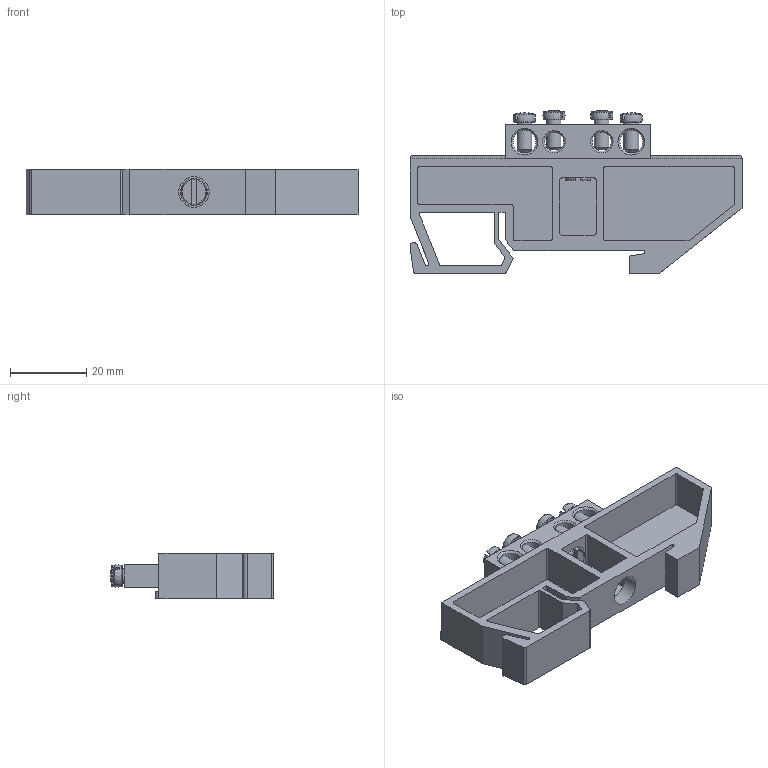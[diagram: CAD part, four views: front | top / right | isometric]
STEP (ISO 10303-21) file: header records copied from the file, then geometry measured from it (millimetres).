
FILE_DESCRIPTION(/* description */ (''),/* implementation_level */ '2;1');
FILE_NAME(/* name */ 'Шина PE 6х9-4_1 изолятор DIN.stp',/* time_stamp */ '2021-04-12T22:24:21+03:00',/* author */ ('Admin'),/* organization */ (''),/* preprocessor_version */ 'ST-DEVELOPER v15.6',/* originating_system */ 'Autodesk Inventor 2015',/* authorisation */ '');
FILE_SCHEMA (('AUTOMOTIVE_DESIGN { 1 0 10303 214 3 1 1 }'));
Length unit declared in the file: millimetre
Products named in the file (5): 6х9-4_1; Винт M4x8; Изолятор DIN \X2\04360435
; DIN 84 - M4 x 10; 
Assembly tree (7 placements, depth 2):
  
    6х9-4_1
    Винт M4x8  x4
    Изолятор DIN \X2\04360435

    DIN 84 - M4 x 10
Bounding box: 87 x 42.65 x 12 mm (x, y, z)
Volume: 13223.4 mm3; surface area: 13424.6 mm2
Topology: 7 solids, 7 shells, 216 faces, 575 edges, 380 vertices
Faces by surface type: plane 121, cylinder 46, cone 23, torus 14, sphere 8, bspline 4
Full cylindrical faces by diameter (mm): 3.242 x5, 3.621 x1, 3.9 x4, 4 x1, 5 x3, 6 x2, 8 x2
Entity records: 4716 total; most frequent: CARTESIAN_POINT 1000, DIRECTION 750, ORIENTED_EDGE 680, EDGE_CURVE 340, AXIS2_PLACEMENT_3D 279, VERTEX_POINT 239, EDGE_LOOP 197, LINE 192
